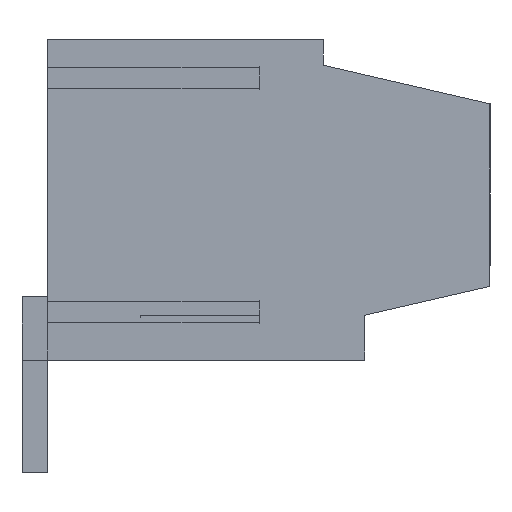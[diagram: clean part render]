
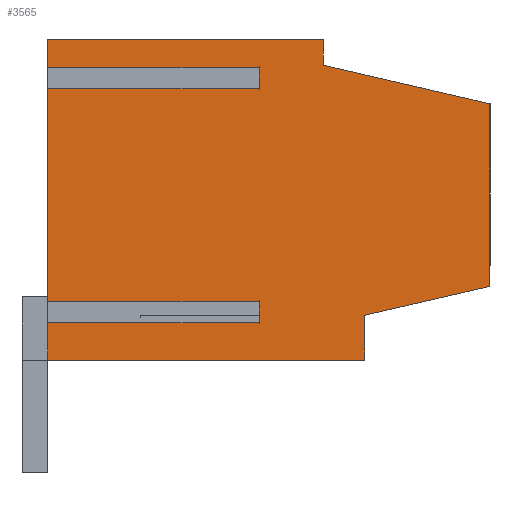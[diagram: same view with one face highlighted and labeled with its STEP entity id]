
A CAD part, left-side view. The second image highlights one B-rep face of the part: STEP entity #3565.
In plain terms, the highlighted planar face has unit normal (-1, 0, 0).
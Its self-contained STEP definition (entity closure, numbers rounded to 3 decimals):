
#3502=AXIS2_PLACEMENT_3D('Plane Axis2P3D',#3499,#3500,#3501) ;
#2560=CARTESIAN_POINT('Vertex',(0.,13.8,3.5)) ;
#2563=CARTESIAN_POINT('Line Origine',(0.,13.8,4.088)) ;
#2567=CARTESIAN_POINT('Vertex',(0.,13.8,4.675)) ;
#2588=CARTESIAN_POINT('Vertex',(0.,13.8,5.325)) ;
#2591=CARTESIAN_POINT('Line Origine',(0.,13.8,8.65)) ;
#2595=CARTESIAN_POINT('Vertex',(0.,13.8,11.975)) ;
#2616=CARTESIAN_POINT('Vertex',(0.,13.8,12.625)) ;
#2619=CARTESIAN_POINT('Line Origine',(0.,13.8,13.062)) ;
#2623=CARTESIAN_POINT('Vertex',(0.,13.8,13.5)) ;
#3052=CARTESIAN_POINT('Line Origine',(0.,9.5,13.5)) ;
#3056=CARTESIAN_POINT('Vertex',(0.,5.2,13.5)) ;
#3145=CARTESIAN_POINT('Line Origine',(0.,5.2,13.1)) ;
#3149=CARTESIAN_POINT('Vertex',(0.,5.2,12.7)) ;
#3170=CARTESIAN_POINT('Line Origine',(0.,2.6,12.1)) ;
#3174=CARTESIAN_POINT('Vertex',(0.,0.,11.499)) ;
#3195=CARTESIAN_POINT('Line Origine',(0.,0.,8.65)) ;
#3199=CARTESIAN_POINT('Vertex',(0.,0.,5.8)) ;
#3256=CARTESIAN_POINT('Line Origine',(0.,1.95,5.35)) ;
#3260=CARTESIAN_POINT('Vertex',(0.,3.9,4.9)) ;
#3391=CARTESIAN_POINT('Vertex',(0.,3.9,3.5)) ;
#3394=CARTESIAN_POINT('Line Origine',(0.,8.85,3.5)) ;
#3499=CARTESIAN_POINT('Axis2P3D Location',(0.,14.6,0.)) ;
#3504=CARTESIAN_POINT('Line Origine',(0.,10.5,5.325)) ;
#3508=CARTESIAN_POINT('Vertex',(0.,7.2,5.325)) ;
#3511=CARTESIAN_POINT('Line Origine',(0.,7.2,5.)) ;
#3515=CARTESIAN_POINT('Vertex',(0.,7.2,4.675)) ;
#3518=CARTESIAN_POINT('Line Origine',(0.,10.5,4.675)) ;
#3523=CARTESIAN_POINT('Line Origine',(0.,3.9,4.2)) ;
#3528=CARTESIAN_POINT('Line Origine',(0.,10.5,12.625)) ;
#3532=CARTESIAN_POINT('Vertex',(0.,7.2,12.625)) ;
#3535=CARTESIAN_POINT('Line Origine',(0.,7.2,12.3)) ;
#3539=CARTESIAN_POINT('Vertex',(0.,7.2,11.975)) ;
#3542=CARTESIAN_POINT('Line Origine',(0.,10.5,11.975)) ;
#2564=DIRECTION('Vector Direction',(0.,0.,-1.)) ;
#2592=DIRECTION('Vector Direction',(0.,0.,-1.)) ;
#2620=DIRECTION('Vector Direction',(0.,0.,-1.)) ;
#3053=DIRECTION('Vector Direction',(0.,1.,0.)) ;
#3146=DIRECTION('Vector Direction',(0.,0.,1.)) ;
#3171=DIRECTION('Vector Direction',(0.,0.974,0.225)) ;
#3196=DIRECTION('Vector Direction',(0.,0.,1.)) ;
#3257=DIRECTION('Vector Direction',(0.,-0.974,0.225)) ;
#3395=DIRECTION('Vector Direction',(0.,-1.,0.)) ;
#3500=DIRECTION('Axis2P3D Direction',(-1.,0.,0.)) ;
#3501=DIRECTION('Axis2P3D XDirection',(0.,-1.,0.)) ;
#3505=DIRECTION('Vector Direction',(0.,-1.,0.)) ;
#3512=DIRECTION('Vector Direction',(0.,0.,-1.)) ;
#3519=DIRECTION('Vector Direction',(0.,-1.,0.)) ;
#3524=DIRECTION('Vector Direction',(0.,0.,1.)) ;
#3529=DIRECTION('Vector Direction',(0.,-1.,0.)) ;
#3536=DIRECTION('Vector Direction',(0.,0.,-1.)) ;
#3543=DIRECTION('Vector Direction',(0.,-1.,0.)) ;
#2565=VECTOR('Line Direction',#2564,1.) ;
#2593=VECTOR('Line Direction',#2592,1.) ;
#2621=VECTOR('Line Direction',#2620,1.) ;
#3054=VECTOR('Line Direction',#3053,1.) ;
#3147=VECTOR('Line Direction',#3146,1.) ;
#3172=VECTOR('Line Direction',#3171,1.) ;
#3197=VECTOR('Line Direction',#3196,1.) ;
#3258=VECTOR('Line Direction',#3257,1.) ;
#3396=VECTOR('Line Direction',#3395,1.) ;
#3506=VECTOR('Line Direction',#3505,1.) ;
#3513=VECTOR('Line Direction',#3512,1.) ;
#3520=VECTOR('Line Direction',#3519,1.) ;
#3525=VECTOR('Line Direction',#3524,1.) ;
#3530=VECTOR('Line Direction',#3529,1.) ;
#3537=VECTOR('Line Direction',#3536,1.) ;
#3544=VECTOR('Line Direction',#3543,1.) ;
#3548=ORIENTED_EDGE('',*,*,#2597,.T.) ;
#3549=ORIENTED_EDGE('',*,*,#3510,.T.) ;
#3550=ORIENTED_EDGE('',*,*,#3517,.T.) ;
#3551=ORIENTED_EDGE('',*,*,#3522,.F.) ;
#3552=ORIENTED_EDGE('',*,*,#2569,.T.) ;
#3553=ORIENTED_EDGE('',*,*,#3398,.T.) ;
#3554=ORIENTED_EDGE('',*,*,#3527,.T.) ;
#3555=ORIENTED_EDGE('',*,*,#3262,.T.) ;
#3556=ORIENTED_EDGE('',*,*,#3201,.T.) ;
#3557=ORIENTED_EDGE('',*,*,#3176,.T.) ;
#3558=ORIENTED_EDGE('',*,*,#3151,.T.) ;
#3559=ORIENTED_EDGE('',*,*,#3058,.T.) ;
#3560=ORIENTED_EDGE('',*,*,#2625,.T.) ;
#3561=ORIENTED_EDGE('',*,*,#3534,.T.) ;
#3562=ORIENTED_EDGE('',*,*,#3541,.T.) ;
#3563=ORIENTED_EDGE('',*,*,#3546,.F.) ;
#3565=ADVANCED_FACE('HOUSING',(#3564),#3503,.T.) ;
#2569=EDGE_CURVE('',#2568,#2561,#2566,.T.) ;
#2597=EDGE_CURVE('',#2596,#2589,#2594,.T.) ;
#2625=EDGE_CURVE('',#2624,#2617,#2622,.T.) ;
#3058=EDGE_CURVE('',#3057,#2624,#3055,.T.) ;
#3151=EDGE_CURVE('',#3150,#3057,#3148,.T.) ;
#3176=EDGE_CURVE('',#3175,#3150,#3173,.T.) ;
#3201=EDGE_CURVE('',#3200,#3175,#3198,.T.) ;
#3262=EDGE_CURVE('',#3261,#3200,#3259,.T.) ;
#3398=EDGE_CURVE('',#2561,#3392,#3397,.T.) ;
#3510=EDGE_CURVE('',#2589,#3509,#3507,.T.) ;
#3517=EDGE_CURVE('',#3509,#3516,#3514,.T.) ;
#3522=EDGE_CURVE('',#2568,#3516,#3521,.T.) ;
#3527=EDGE_CURVE('',#3392,#3261,#3526,.T.) ;
#3534=EDGE_CURVE('',#2617,#3533,#3531,.T.) ;
#3541=EDGE_CURVE('',#3533,#3540,#3538,.T.) ;
#3546=EDGE_CURVE('',#2596,#3540,#3545,.T.) ;
#3547=EDGE_LOOP('',(#3548,#3549,#3550,#3551,#3552,#3553,#3554,#3555,#3556,#3557,#3558,#3559,#3560,#3561,#3562,#3563)) ;
#3564=FACE_OUTER_BOUND('',#3547,.T.) ;
#2566=LINE('Line',#2563,#2565) ;
#2594=LINE('Line',#2591,#2593) ;
#2622=LINE('Line',#2619,#2621) ;
#3055=LINE('Line',#3052,#3054) ;
#3148=LINE('Line',#3145,#3147) ;
#3173=LINE('Line',#3170,#3172) ;
#3198=LINE('Line',#3195,#3197) ;
#3259=LINE('Line',#3256,#3258) ;
#3397=LINE('Line',#3394,#3396) ;
#3507=LINE('Line',#3504,#3506) ;
#3514=LINE('Line',#3511,#3513) ;
#3521=LINE('Line',#3518,#3520) ;
#3526=LINE('Line',#3523,#3525) ;
#3531=LINE('Line',#3528,#3530) ;
#3538=LINE('Line',#3535,#3537) ;
#3545=LINE('Line',#3542,#3544) ;
#3503=PLANE('',#3502) ;
#2561=VERTEX_POINT('',#2560) ;
#2568=VERTEX_POINT('',#2567) ;
#2589=VERTEX_POINT('',#2588) ;
#2596=VERTEX_POINT('',#2595) ;
#2617=VERTEX_POINT('',#2616) ;
#2624=VERTEX_POINT('',#2623) ;
#3057=VERTEX_POINT('',#3056) ;
#3150=VERTEX_POINT('',#3149) ;
#3175=VERTEX_POINT('',#3174) ;
#3200=VERTEX_POINT('',#3199) ;
#3261=VERTEX_POINT('',#3260) ;
#3392=VERTEX_POINT('',#3391) ;
#3509=VERTEX_POINT('',#3508) ;
#3516=VERTEX_POINT('',#3515) ;
#3533=VERTEX_POINT('',#3532) ;
#3540=VERTEX_POINT('',#3539) ;
